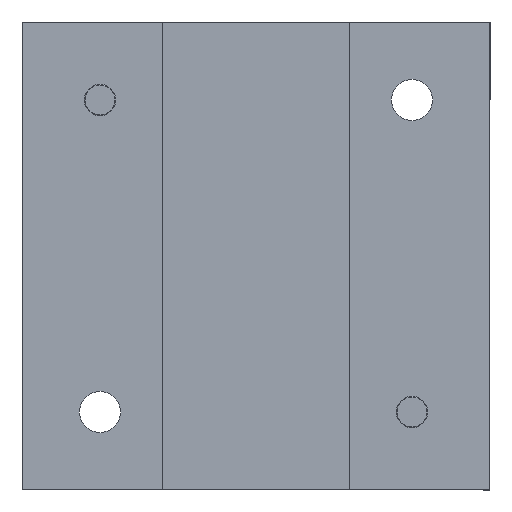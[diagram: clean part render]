
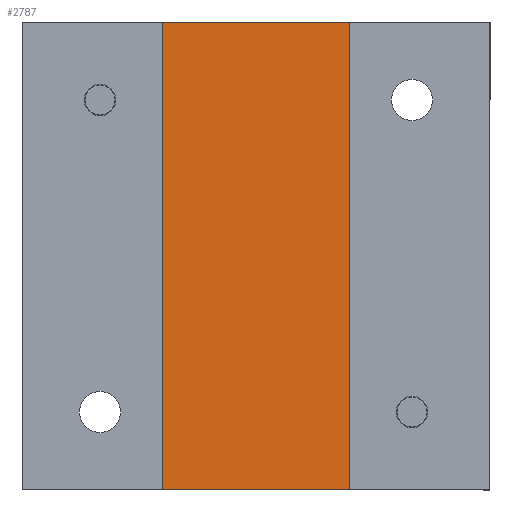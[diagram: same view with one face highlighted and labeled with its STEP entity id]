
A CAD part, front view. The second image highlights one B-rep face of the part: STEP entity #2787.
In plain terms, the highlighted planar face has unit normal (0, -1, 0).
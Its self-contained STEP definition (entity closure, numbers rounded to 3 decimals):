
#70 = CARTESIAN_POINT ( 'NONE',  ( 14.886, -12.679, 37.5 ) ) ;
#314 = EDGE_CURVE ( 'NONE', #1326, #3870, #3932, .T. ) ;
#557 = EDGE_CURVE ( 'NONE', #3870, #2488, #2341, .T. ) ;
#781 = CARTESIAN_POINT ( 'NONE',  ( 14.886, -12.679, -37.5 ) ) ;
#815 = CARTESIAN_POINT ( 'NONE',  ( 14.886, -12.679, 37.5 ) ) ;
#917 = ORIENTED_EDGE ( 'NONE', *, *, #314, .T. ) ;
#1326 = VERTEX_POINT ( 'NONE', #70 ) ;
#1329 = DIRECTION ( 'NONE',  ( -1., 0., 0. ) ) ;
#1702 = DIRECTION ( 'NONE',  ( 0., 0., 1. ) ) ;
#2089 = ORIENTED_EDGE ( 'NONE', *, *, #6339, .T. ) ;
#2122 = VECTOR ( 'NONE', #3042, 1000. ) ;
#2341 = LINE ( 'NONE', #5782, #3225 ) ;
#2488 = VERTEX_POINT ( 'NONE', #5591 ) ;
#2512 = VECTOR ( 'NONE', #5301, 1000. ) ;
#2557 = FACE_OUTER_BOUND ( 'NONE', #3857, .T. ) ;
#2607 = ORIENTED_EDGE ( 'NONE', *, *, #6299, .T. ) ;
#2787 = ADVANCED_FACE ( 'NONE', ( #2557 ), #3313, .F. ) ;
#2806 = CARTESIAN_POINT ( 'NONE',  ( -15.114, -12.679, -37.5 ) ) ;
#2946 = CARTESIAN_POINT ( 'NONE',  ( -15.114, -12.679, 37.5 ) ) ;
#3042 = DIRECTION ( 'NONE',  ( 0., 0., 1. ) ) ;
#3225 = VECTOR ( 'NONE', #3765, 1000. ) ;
#3287 = CARTESIAN_POINT ( 'NONE',  ( -15.114, -12.679, 37.5 ) ) ;
#3289 = DIRECTION ( 'NONE',  ( 0., 1., 0. ) ) ;
#3313 = PLANE ( 'NONE',  #4456 ) ;
#3405 = LINE ( 'NONE', #4775, #2512 ) ;
#3407 = VERTEX_POINT ( 'NONE', #781 ) ;
#3473 = VECTOR ( 'NONE', #1329, 1000. ) ;
#3765 = DIRECTION ( 'NONE',  ( 0., 0., -1. ) ) ;
#3857 = EDGE_LOOP ( 'NONE', ( #4962, #2089, #2607, #917 ) ) ;
#3870 = VERTEX_POINT ( 'NONE', #3287 ) ;
#3932 = LINE ( 'NONE', #2946, #3473 ) ;
#4456 = AXIS2_PLACEMENT_3D ( 'NONE', #2806, #3289, #1702 ) ;
#4775 = CARTESIAN_POINT ( 'NONE',  ( 14.886, -12.679, -37.5 ) ) ;
#4962 = ORIENTED_EDGE ( 'NONE', *, *, #557, .T. ) ;
#5028 = LINE ( 'NONE', #815, #2122 ) ;
#5301 = DIRECTION ( 'NONE',  ( 1., 0., 0. ) ) ;
#5591 = CARTESIAN_POINT ( 'NONE',  ( -15.114, -12.679, -37.5 ) ) ;
#5782 = CARTESIAN_POINT ( 'NONE',  ( -15.114, -12.679, 37.5 ) ) ;
#6299 = EDGE_CURVE ( 'NONE', #3407, #1326, #5028, .T. ) ;
#6339 = EDGE_CURVE ( 'NONE', #2488, #3407, #3405, .T. ) ;
